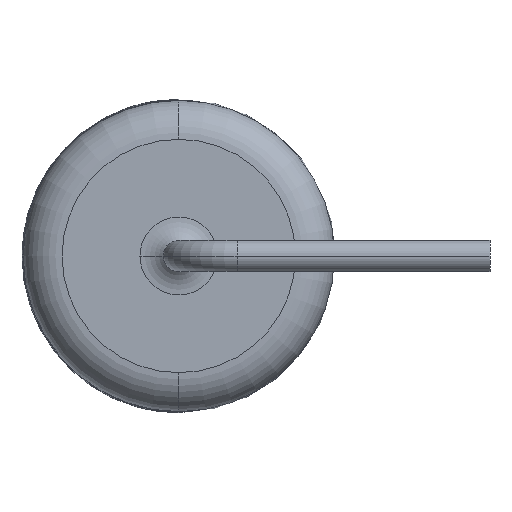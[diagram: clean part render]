
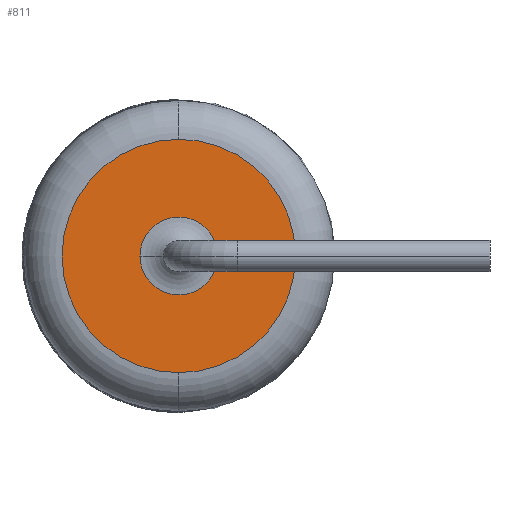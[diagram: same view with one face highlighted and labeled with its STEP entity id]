
A CAD part, left-side view. The second image highlights one B-rep face of the part: STEP entity #811.
In plain terms, the highlighted planar face has unit normal (-1, 0, 0).
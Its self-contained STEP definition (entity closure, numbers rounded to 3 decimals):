
#107 = VERTEX_POINT ( 'NONE', #1097 ) ;
#109 = FACE_OUTER_BOUND ( 'NONE', #1863, .T. ) ;
#121 = DIRECTION ( 'NONE',  ( -1., 0., 0. ) ) ;
#178 = EDGE_CURVE ( 'NONE', #2082, #107, #2110, .T. ) ;
#338 = CIRCLE ( 'NONE', #2607, 1. ) ;
#416 = AXIS2_PLACEMENT_3D ( 'NONE', #2426, #2200, #1408 ) ;
#493 = CARTESIAN_POINT ( 'NONE',  ( -12., 0., 0. ) ) ;
#550 = VERTEX_POINT ( 'NONE', #921 ) ;
#763 = ORIENTED_EDGE ( 'NONE', *, *, #1651, .T. ) ;
#811 = ADVANCED_FACE ( 'NONE', ( #2645, #109 ), #953, .F. ) ;
#825 = DIRECTION ( 'NONE',  ( 1., 0., 0. ) ) ;
#832 = EDGE_CURVE ( 'NONE', #1060, #550, #1570, .T. ) ;
#833 = AXIS2_PLACEMENT_3D ( 'NONE', #493, #121, #1724 ) ;
#857 = CARTESIAN_POINT ( 'NONE',  ( -12., 0., 0. ) ) ;
#915 = DIRECTION ( 'NONE',  ( -1., 0., 0. ) ) ;
#921 = CARTESIAN_POINT ( 'NONE',  ( -12., 0., -3. ) ) ;
#953 = PLANE ( 'NONE',  #1265 ) ;
#983 = ORIENTED_EDGE ( 'NONE', *, *, #832, .T. ) ;
#1060 = VERTEX_POINT ( 'NONE', #2451 ) ;
#1097 = CARTESIAN_POINT ( 'NONE',  ( -12., 1., 0. ) ) ;
#1265 = AXIS2_PLACEMENT_3D ( 'NONE', #1813, #825, #1615 ) ;
#1408 = DIRECTION ( 'NONE',  ( 0., 0., -1. ) ) ;
#1570 = CIRCLE ( 'NONE', #416, 3. ) ;
#1615 = DIRECTION ( 'NONE',  ( 0., 0., -1. ) ) ;
#1651 = EDGE_CURVE ( 'NONE', #550, #1060, #2062, .T. ) ;
#1658 = DIRECTION ( 'NONE',  ( 0., 0., -1. ) ) ;
#1724 = DIRECTION ( 'NONE',  ( 0., 1., 0. ) ) ;
#1811 = EDGE_LOOP ( 'NONE', ( #2542, #1943 ) ) ;
#1813 = CARTESIAN_POINT ( 'NONE',  ( -12., 0., 0. ) ) ;
#1863 = EDGE_LOOP ( 'NONE', ( #763, #983 ) ) ;
#1917 = CARTESIAN_POINT ( 'NONE',  ( -12., 0., 0. ) ) ;
#1943 = ORIENTED_EDGE ( 'NONE', *, *, #178, .F. ) ;
#2062 = CIRCLE ( 'NONE', #2301, 3. ) ;
#2076 = DIRECTION ( 'NONE',  ( -1., 0., 0. ) ) ;
#2082 = VERTEX_POINT ( 'NONE', #2592 ) ;
#2110 = CIRCLE ( 'NONE', #833, 1. ) ;
#2200 = DIRECTION ( 'NONE',  ( -1., 0., 0. ) ) ;
#2301 = AXIS2_PLACEMENT_3D ( 'NONE', #857, #2076, #1658 ) ;
#2352 = DIRECTION ( 'NONE',  ( 0., 1., 0. ) ) ;
#2426 = CARTESIAN_POINT ( 'NONE',  ( -12., 0., 0. ) ) ;
#2451 = CARTESIAN_POINT ( 'NONE',  ( -12., 0., 3. ) ) ;
#2542 = ORIENTED_EDGE ( 'NONE', *, *, #2651, .F. ) ;
#2592 = CARTESIAN_POINT ( 'NONE',  ( -12., -1., 0. ) ) ;
#2607 = AXIS2_PLACEMENT_3D ( 'NONE', #1917, #915, #2352 ) ;
#2645 = FACE_BOUND ( 'NONE', #1811, .T. ) ;
#2651 = EDGE_CURVE ( 'NONE', #107, #2082, #338, .T. ) ;
